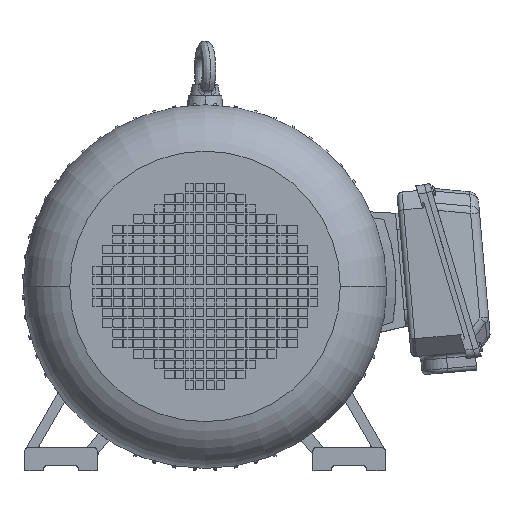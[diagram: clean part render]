
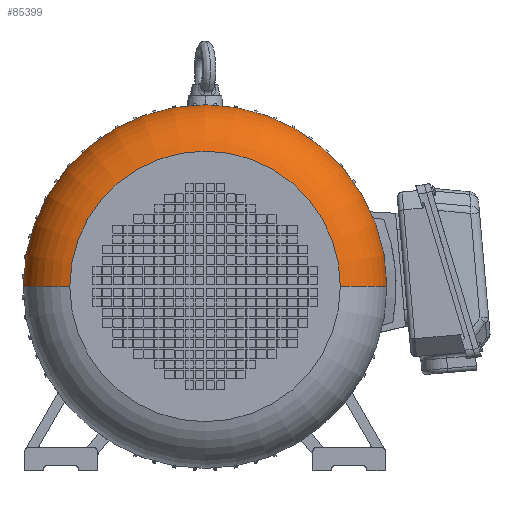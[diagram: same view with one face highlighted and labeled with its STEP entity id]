
A CAD part, top view. The second image highlights one B-rep face of the part: STEP entity #85399.
In plain terms, the highlighted toroidal (fillet/blend) face has major radius 116 mm and minor radius 60 mm.
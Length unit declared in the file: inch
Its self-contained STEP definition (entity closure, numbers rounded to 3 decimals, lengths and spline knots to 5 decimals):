
#13787 = AXIS2_PLACEMENT_3D ( 'NONE', #126245, #69296, #81784 ) ;
#13878 = AXIS2_PLACEMENT_3D ( 'NONE', #119510, #73576, #15007 ) ;
#15001 = DIRECTION ( 'NONE',  ( -1., 0., 0. ) ) ;
#15007 = DIRECTION ( 'NONE',  ( 0., 0., -1. ) ) ;
#16119 = DIRECTION ( 'NONE',  ( 0., 0., -1. ) ) ;
#17026 = AXIS2_PLACEMENT_3D ( 'NONE', #105466, #138430, #36450 ) ;
#17800 = ORIENTED_EDGE ( 'NONE', *, *, #23061, .F. ) ;
#23061 = EDGE_CURVE ( 'NONE', #136896, #105206, #121622, .T. ) ;
#32660 = VERTEX_POINT ( 'NONE', #113444 ) ;
#36450 = DIRECTION ( 'NONE',  ( -1., 0., 0. ) ) ;
#37631 = CIRCLE ( 'NONE', #108820, 5.15748 ) ;
#38675 = DIRECTION ( 'NONE',  ( -1., 0., 0. ) ) ;
#49909 = CARTESIAN_POINT ( 'NONE',  ( 7.87174, 6.90189, 10.14017 ) ) ;
#50234 = ORIENTED_EDGE ( 'NONE', *, *, #100850, .F. ) ;
#53374 = CIRCLE ( 'NONE', #17026, 2.3622 ) ;
#54425 = CARTESIAN_POINT ( 'NONE',  ( -5.98653, 6.90189, 10.14017 ) ) ;
#55754 = AXIS2_PLACEMENT_3D ( 'NONE', #83289, #16119, #38675 ) ;
#58640 = DIRECTION ( 'NONE',  ( 0., 0., -1. ) ) ;
#66621 = FACE_OUTER_BOUND ( 'NONE', #88203, .T. ) ;
#67530 = CIRCLE ( 'NONE', #13878, 2.3622 ) ;
#69296 = DIRECTION ( 'NONE',  ( 0., 0., -1. ) ) ;
#73576 = DIRECTION ( 'NONE',  ( 0., -1., 0. ) ) ;
#81784 = DIRECTION ( 'NONE',  ( -1., 0., 0. ) ) ;
#83289 = CARTESIAN_POINT ( 'NONE',  ( 0.94261, 6.90189, 10.14017 ) ) ;
#85399 = ADVANCED_FACE ( 'NONE', ( #66621 ), #134548, .T. ) ;
#88203 = EDGE_LOOP ( 'NONE', ( #143839, #136427, #17800, #50234 ) ) ;
#93092 = CARTESIAN_POINT ( 'NONE',  ( 0.94261, 6.90189, 12.42736 ) ) ;
#94794 = VERTEX_POINT ( 'NONE', #141258 ) ;
#100850 = EDGE_CURVE ( 'NONE', #94794, #136896, #67530, .T. ) ;
#105206 = VERTEX_POINT ( 'NONE', #49909 ) ;
#105466 = CARTESIAN_POINT ( 'NONE',  ( 5.50954, 6.90189, 10.14017 ) ) ;
#108820 = AXIS2_PLACEMENT_3D ( 'NONE', #93092, #58640, #15001 ) ;
#113444 = CARTESIAN_POINT ( 'NONE',  ( 6.10009, 6.90189, 12.42736 ) ) ;
#119510 = CARTESIAN_POINT ( 'NONE',  ( -3.62432, 6.90189, 10.14017 ) ) ;
#121622 = CIRCLE ( 'NONE', #55754, 6.92913 ) ;
#126245 = CARTESIAN_POINT ( 'NONE',  ( 0.94261, 6.90189, 10.14017 ) ) ;
#128507 = EDGE_CURVE ( 'NONE', #94794, #32660, #37631, .T. ) ;
#130040 = EDGE_CURVE ( 'NONE', #32660, #105206, #53374, .T. ) ;
#134548 = TOROIDAL_SURFACE ( 'NONE', #13787, 4.56693, 2.3622 ) ;
#136427 = ORIENTED_EDGE ( 'NONE', *, *, #130040, .T. ) ;
#136896 = VERTEX_POINT ( 'NONE', #54425 ) ;
#138430 = DIRECTION ( 'NONE',  ( 0., 1., 0. ) ) ;
#141258 = CARTESIAN_POINT ( 'NONE',  ( -4.21487, 6.90189, 12.42736 ) ) ;
#143839 = ORIENTED_EDGE ( 'NONE', *, *, #128507, .T. ) ;
